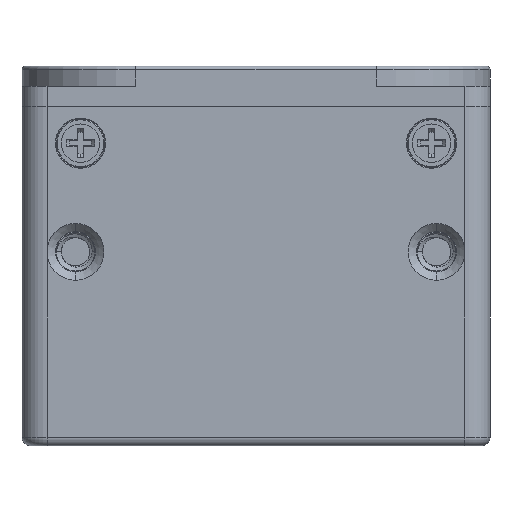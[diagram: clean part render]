
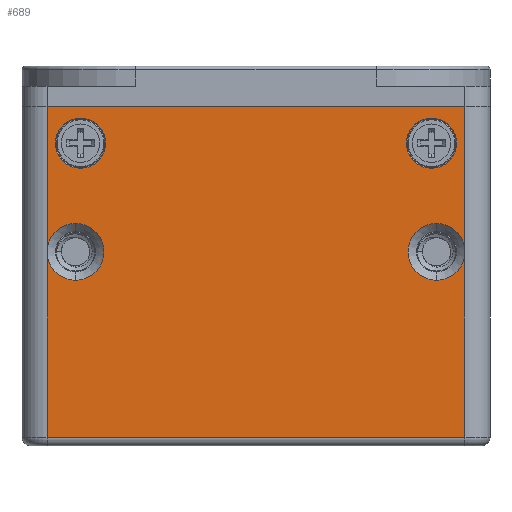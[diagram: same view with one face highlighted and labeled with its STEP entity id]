
A CAD part, front view. The second image highlights one B-rep face of the part: STEP entity #689.
In plain terms, the highlighted planar face has unit normal (0, -1, 0).
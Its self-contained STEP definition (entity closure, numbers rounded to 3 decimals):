
#95 = VERTEX_POINT('',#96);
#96 = CARTESIAN_POINT('',(-10.8,-6.8,-8.8));
#102 = EDGE_CURVE('',#95,#103,#105,.T.);
#103 = VERTEX_POINT('',#104);
#104 = CARTESIAN_POINT('',(-10.8,-6.8,-12.2));
#105 = CIRCLE('',#106,1.7);
#106 = AXIS2_PLACEMENT_3D('',#107,#108,#109);
#107 = CARTESIAN_POINT('',(-10.8,-6.8,-10.5));
#108 = DIRECTION('',(0.,1.,0.));
#109 = DIRECTION('',(0.,0.,-1.));
#134 = EDGE_CURVE('',#103,#135,#137,.T.);
#135 = VERTEX_POINT('',#136);
#136 = CARTESIAN_POINT('',(-12.5,-6.8,-10.5));
#137 = CIRCLE('',#138,1.7);
#138 = AXIS2_PLACEMENT_3D('',#139,#140,#141);
#139 = CARTESIAN_POINT('',(-10.8,-6.8,-10.5));
#140 = DIRECTION('',(0.,1.,0.));
#141 = DIRECTION('',(0.,0.,-1.));
#143 = EDGE_CURVE('',#135,#95,#144,.T.);
#144 = CIRCLE('',#145,1.7);
#145 = AXIS2_PLACEMENT_3D('',#146,#147,#148);
#146 = CARTESIAN_POINT('',(-10.8,-6.8,-10.5));
#147 = DIRECTION('',(0.,1.,0.));
#148 = DIRECTION('',(0.,0.,-1.));
#161 = VERTEX_POINT('',#162);
#162 = CARTESIAN_POINT('',(10.8,-6.8,-12.2));
#178 = VERTEX_POINT('',#179);
#179 = CARTESIAN_POINT('',(10.8,-6.8,-8.8));
#185 = EDGE_CURVE('',#178,#186,#188,.T.);
#186 = VERTEX_POINT('',#187);
#187 = CARTESIAN_POINT('',(12.5,-6.8,-10.5));
#188 = CIRCLE('',#189,1.7);
#189 = AXIS2_PLACEMENT_3D('',#190,#191,#192);
#190 = CARTESIAN_POINT('',(10.8,-6.8,-10.5));
#191 = DIRECTION('',(0.,1.,0.));
#192 = DIRECTION('',(0.,0.,-1.));
#194 = EDGE_CURVE('',#186,#161,#195,.T.);
#195 = CIRCLE('',#196,1.7);
#196 = AXIS2_PLACEMENT_3D('',#197,#198,#199);
#197 = CARTESIAN_POINT('',(10.8,-6.8,-10.5));
#198 = DIRECTION('',(0.,1.,0.));
#199 = DIRECTION('',(0.,0.,-1.));
#217 = EDGE_CURVE('',#161,#178,#218,.T.);
#218 = CIRCLE('',#219,1.7);
#219 = AXIS2_PLACEMENT_3D('',#220,#221,#222);
#220 = CARTESIAN_POINT('',(10.8,-6.8,-10.5));
#221 = DIRECTION('',(0.,1.,0.));
#222 = DIRECTION('',(0.,0.,-1.));
#365 = EDGE_CURVE('',#366,#368,#370,.T.);
#366 = VERTEX_POINT('',#367);
#367 = CARTESIAN_POINT('',(-10.5,-6.8,-5.5));
#368 = VERTEX_POINT('',#369);
#369 = CARTESIAN_POINT('',(-10.5,-6.8,-2.5));
#370 = CIRCLE('',#371,1.5);
#371 = AXIS2_PLACEMENT_3D('',#372,#373,#374);
#372 = CARTESIAN_POINT('',(-10.5,-6.8,-4.));
#373 = DIRECTION('',(0.,1.,0.));
#374 = DIRECTION('',(0.,-0.,1.));
#439 = EDGE_CURVE('',#440,#442,#444,.T.);
#440 = VERTEX_POINT('',#441);
#441 = CARTESIAN_POINT('',(10.5,-6.8,-5.5));
#442 = VERTEX_POINT('',#443);
#443 = CARTESIAN_POINT('',(10.5,-6.8,-2.5));
#444 = CIRCLE('',#445,1.5);
#445 = AXIS2_PLACEMENT_3D('',#446,#447,#448);
#446 = CARTESIAN_POINT('',(10.5,-6.8,-4.));
#447 = DIRECTION('',(0.,1.,0.));
#448 = DIRECTION('',(0.,-0.,1.));
#689 = ADVANCED_FACE('',(#690,#695,#700,#746,#756),#766,.T.);
#690 = FACE_BOUND('',#691,.T.);
#691 = EDGE_LOOP('',(#692,#693,#694));
#692 = ORIENTED_EDGE('',*,*,#143,.T.);
#693 = ORIENTED_EDGE('',*,*,#102,.T.);
#694 = ORIENTED_EDGE('',*,*,#134,.T.);
#695 = FACE_BOUND('',#696,.T.);
#696 = EDGE_LOOP('',(#697,#698,#699));
#697 = ORIENTED_EDGE('',*,*,#185,.T.);
#698 = ORIENTED_EDGE('',*,*,#194,.T.);
#699 = ORIENTED_EDGE('',*,*,#217,.T.);
#700 = FACE_BOUND('',#701,.T.);
#701 = EDGE_LOOP('',(#702,#710,#718,#726,#732,#740));
#702 = ORIENTED_EDGE('',*,*,#703,.F.);
#703 = EDGE_CURVE('',#135,#704,#706,.T.);
#704 = VERTEX_POINT('',#705);
#705 = CARTESIAN_POINT('',(-12.5,-6.8,-1.8));
#706 = LINE('',#707,#708);
#707 = CARTESIAN_POINT('',(-12.5,-6.8,-21.6));
#708 = VECTOR('',#709,1.);
#709 = DIRECTION('',(0.,0.,1.));
#710 = ORIENTED_EDGE('',*,*,#711,.F.);
#711 = EDGE_CURVE('',#712,#135,#714,.T.);
#712 = VERTEX_POINT('',#713);
#713 = CARTESIAN_POINT('',(-12.5,-6.8,-21.6));
#714 = LINE('',#715,#716);
#715 = CARTESIAN_POINT('',(-12.5,-6.8,-21.6));
#716 = VECTOR('',#717,1.);
#717 = DIRECTION('',(0.,0.,1.));
#718 = ORIENTED_EDGE('',*,*,#719,.F.);
#719 = EDGE_CURVE('',#720,#712,#722,.T.);
#720 = VERTEX_POINT('',#721);
#721 = CARTESIAN_POINT('',(12.5,-6.8,-21.6));
#722 = LINE('',#723,#724);
#723 = CARTESIAN_POINT('',(12.5,-6.8,-21.6));
#724 = VECTOR('',#725,1.);
#725 = DIRECTION('',(-1.,0.,0.));
#726 = ORIENTED_EDGE('',*,*,#727,.T.);
#727 = EDGE_CURVE('',#720,#186,#728,.T.);
#728 = LINE('',#729,#730);
#729 = CARTESIAN_POINT('',(12.5,-6.8,-21.6));
#730 = VECTOR('',#731,1.);
#731 = DIRECTION('',(0.,0.,1.));
#732 = ORIENTED_EDGE('',*,*,#733,.T.);
#733 = EDGE_CURVE('',#186,#734,#736,.T.);
#734 = VERTEX_POINT('',#735);
#735 = CARTESIAN_POINT('',(12.5,-6.8,-1.8));
#736 = LINE('',#737,#738);
#737 = CARTESIAN_POINT('',(12.5,-6.8,-21.6));
#738 = VECTOR('',#739,1.);
#739 = DIRECTION('',(0.,0.,1.));
#740 = ORIENTED_EDGE('',*,*,#741,.F.);
#741 = EDGE_CURVE('',#704,#734,#742,.T.);
#742 = LINE('',#743,#744);
#743 = CARTESIAN_POINT('',(-12.5,-6.8,-1.8));
#744 = VECTOR('',#745,1.);
#745 = DIRECTION('',(1.,0.,0.));
#746 = FACE_BOUND('',#747,.T.);
#747 = EDGE_LOOP('',(#748,#755));
#748 = ORIENTED_EDGE('',*,*,#749,.T.);
#749 = EDGE_CURVE('',#442,#440,#750,.T.);
#750 = CIRCLE('',#751,1.5);
#751 = AXIS2_PLACEMENT_3D('',#752,#753,#754);
#752 = CARTESIAN_POINT('',(10.5,-6.8,-4.));
#753 = DIRECTION('',(0.,1.,0.));
#754 = DIRECTION('',(0.,-0.,1.));
#755 = ORIENTED_EDGE('',*,*,#439,.T.);
#756 = FACE_BOUND('',#757,.T.);
#757 = EDGE_LOOP('',(#758,#765));
#758 = ORIENTED_EDGE('',*,*,#759,.T.);
#759 = EDGE_CURVE('',#368,#366,#760,.T.);
#760 = CIRCLE('',#761,1.5);
#761 = AXIS2_PLACEMENT_3D('',#762,#763,#764);
#762 = CARTESIAN_POINT('',(-10.5,-6.8,-4.));
#763 = DIRECTION('',(0.,1.,0.));
#764 = DIRECTION('',(0.,-0.,1.));
#765 = ORIENTED_EDGE('',*,*,#365,.T.);
#766 = PLANE('',#767);
#767 = AXIS2_PLACEMENT_3D('',#768,#769,#770);
#768 = CARTESIAN_POINT('',(-13.,-6.8,-21.2));
#769 = DIRECTION('',(0.,-1.,0.));
#770 = DIRECTION('',(0.,0.,-1.));
